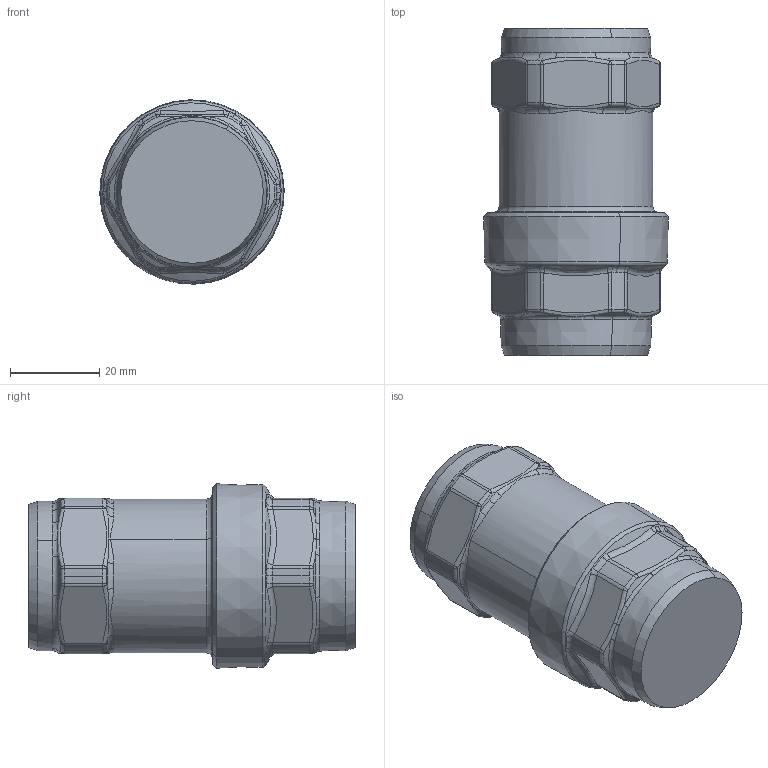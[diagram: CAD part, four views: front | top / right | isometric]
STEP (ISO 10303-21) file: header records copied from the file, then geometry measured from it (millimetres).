
FILE_DESCRIPTION(('CATIA V5 STEP Exchange','CAx-IF Rec.Pracs.--- Model Styling and Organization---1.4--- 2014-01-23','CAx-IF Rec.Pracs.---3D Tessellated Data Validation Properties---0.5---2014-09-14'),'2;1');
FILE_NAME('STEP_127151_M02_-_TST.stp','2021-03-16T10:25:54+00:00',('none'),('none'),'CATIA Version 5-6 Release 2019 SP3','CATIA V5 STEP AP242 v1','none');
FILE_SCHEMA(('AP242_MANAGED_MODEL_BASED_3D_ENGINEERING_MIM_LF {1 0 10303 442 1 1 4}'));
Length unit declared in the file: millimetre
Products named in the file (1): 127151 M02 - TST
Bounding box: 41.36 x 73.3 x 41.36 mm (x, y, z)
Volume: 74742.2 mm3; surface area: 10703.3 mm2
Topology: 2 solids, 2 shells, 286 faces, 653 edges, 372 vertices
Faces by surface type: bspline 98, torus 83, cylinder 52, cone 36, plane 17
Entity records: 12759 total; most frequent: CARTESIAN_POINT 7342, ORIENTED_EDGE 1306, EDGE_CURVE 653, DIRECTION 594, AXIS2_PLACEMENT_3D 391, VERTEX_POINT 372, B_SPLINE_CURVE_WITH_KNOTS 303, EDGE_LOOP 287
